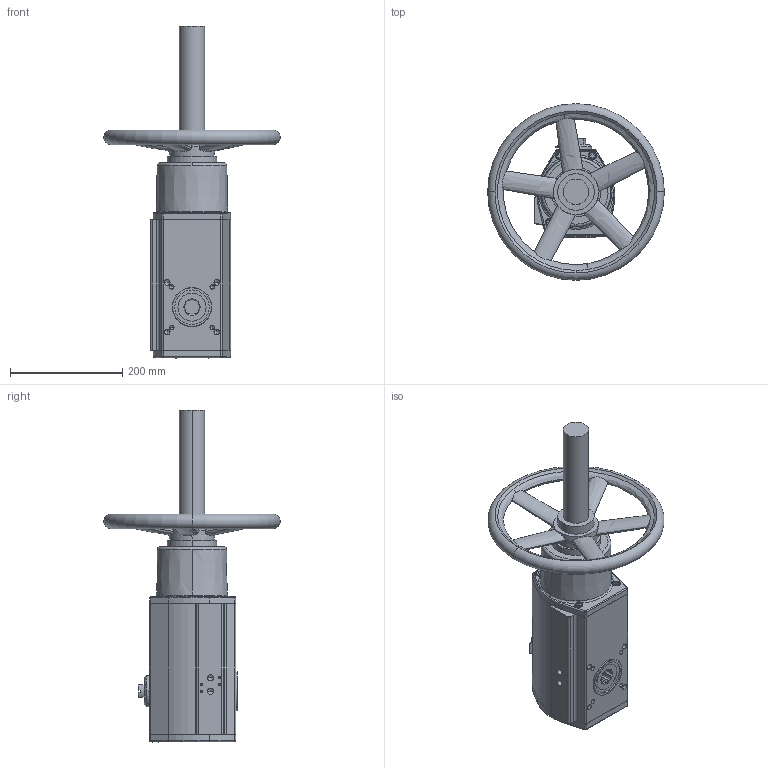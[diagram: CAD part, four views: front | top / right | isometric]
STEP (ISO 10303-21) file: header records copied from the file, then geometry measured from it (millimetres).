
FILE_DESCRIPTION (( 'STEP AP203' ), '1' );
FILE_NAME ('006111.STEP', '2018-08-13T12:49:19', ( '' ), ( '' ), 'SwSTEP 2.0', 'SolidWorks 2018', '' );
FILE_SCHEMA (( 'CONFIG_CONTROL_DESIGN' ));
Length unit declared in the file: millimetre
Products named in the file (1): 006111
Bounding box: 315 x 315 x 592.2 mm (x, y, z)
Volume: 7166121.5 mm3; surface area: 374711.6 mm2
Topology: 1 solids, 3 shells, 443 faces, 1169 edges, 733 vertices
Faces by surface type: plane 165, cylinder 142, cone 78, bspline 56, torus 2
Entity records: 18825 total; most frequent: CARTESIAN_POINT 8185, ORIENTED_EDGE 2266, DIRECTION 2158, EDGE_CURVE 1133, AXIS2_PLACEMENT_3D 807, VERTEX_POINT 733, LINE 544, VECTOR 544
